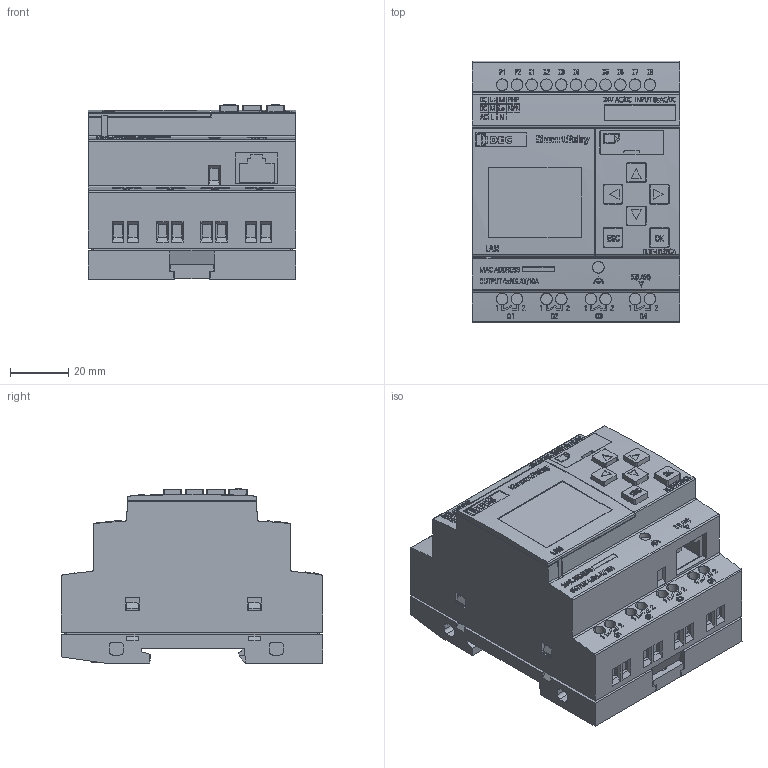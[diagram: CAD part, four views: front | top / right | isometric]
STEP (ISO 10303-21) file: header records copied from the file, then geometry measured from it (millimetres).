
FILE_DESCRIPTION (( 'STEP AP203' ), '1' );
FILE_NAME ('FL1F-H12RCA_3d.STEP', '2016-08-25T11:42:38', ( '' ), ( '' ), 'SwSTEP 2.0', 'SolidWorks 2014', '' );
FILE_SCHEMA (( 'CONFIG_CONTROL_DESIGN' ));
Length unit declared in the file: millimetre
Products named in the file (4): A5E36443599A_001; A5E36443596A_001; FL1F-H12RCA_3d; A5E36459862A_001
Assembly tree (3 placements, depth 2):
  FL1F-H12RCA_3d
    A5E36443596A_001
    A5E36459862A_001
    A5E36443599A_001
Bounding box: 71.5 x 90 x 59.91 mm (x, y, z)
Volume: 294201 mm3; surface area: 41592 mm2
Topology: 155 solids, 155 shells, 2765 faces, 6988 edges, 4628 vertices
Faces by surface type: plane 2051, bspline 596, cylinder 118
Entity records: 106799 total; most frequent: CARTESIAN_POINT 44415, ORIENTED_EDGE 13976, DIRECTION 9956, EDGE_CURVE 6988, VECTOR 5488, LINE 5488, VERTEX_POINT 4628, EDGE_LOOP 2968
